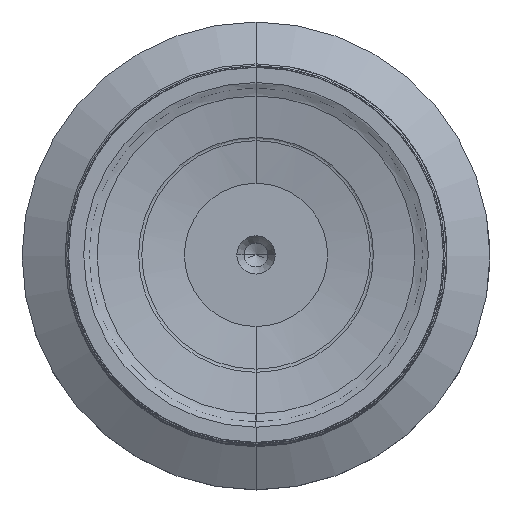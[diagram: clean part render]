
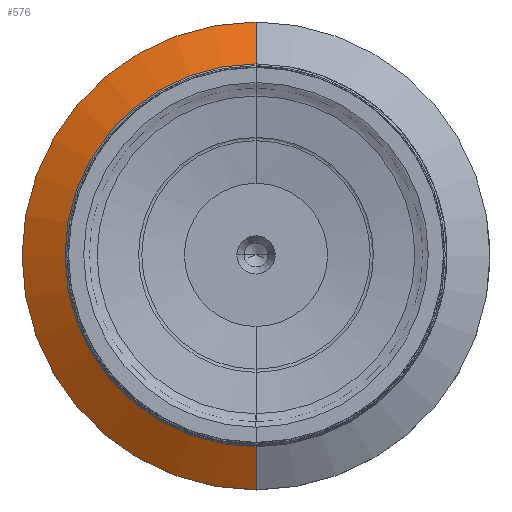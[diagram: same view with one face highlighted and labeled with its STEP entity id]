
A CAD part, top view. The second image highlights one B-rep face of the part: STEP entity #576.
In plain terms, the highlighted conical face has half-angle 60 degrees and reference radius 22.125 mm.
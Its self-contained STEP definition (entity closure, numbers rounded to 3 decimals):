
#88=CARTESIAN_POINT('',(0.,0.,10.742));
#89=DIRECTION('',(0.,0.,1.));
#90=DIRECTION('',(0.,1.,0.));
#91=AXIS2_PLACEMENT_3D('',#88,#89,#90);
#93=DIRECTION('',(0.,0.866,0.5));
#94=VECTOR('',#93,5.485);
#95=CARTESIAN_POINT('',(0.,-24.5,8.));
#96=LINE('',#95,#94);
#97=CARTESIAN_POINT('',(0.,0.,8.));
#98=DIRECTION('',(0.,0.,1.));
#99=DIRECTION('',(0.,1.,0.));
#100=AXIS2_PLACEMENT_3D('',#97,#98,#99);
#102=DIRECTION('',(0.,-0.866,0.5));
#103=VECTOR('',#102,5.485);
#104=CARTESIAN_POINT('',(0.,24.5,8.));
#105=LINE('',#104,#103);
#444=CARTESIAN_POINT('',(0.,24.5,8.));
#445=VERTEX_POINT('',#444);
#464=CARTESIAN_POINT('',(0.,-24.5,8.));
#465=VERTEX_POINT('',#464);
#474=CARTESIAN_POINT('',(0.,19.75,10.742));
#475=CARTESIAN_POINT('',(0.,-19.75,10.742));
#476=VERTEX_POINT('',#474);
#477=VERTEX_POINT('',#475);
#562=CARTESIAN_POINT('',(0.,0.,9.371));
#563=DIRECTION('',(0.,0.,-1.));
#564=DIRECTION('',(0.,-1.,0.));
#565=AXIS2_PLACEMENT_3D('',#562,#563,#564);
#566=CONICAL_SURFACE('',#565,22.125,60.);
#568=ORIENTED_EDGE('',*,*,#567,.T.);
#570=ORIENTED_EDGE('',*,*,#569,.F.);
#571=ORIENTED_EDGE('',*,*,#555,.F.);
#573=ORIENTED_EDGE('',*,*,#572,.T.);
#574=EDGE_LOOP('',(#568,#570,#571,#573));
#575=FACE_OUTER_BOUND('',#574,.F.);
#576=ADVANCED_FACE('',(#575),#566,.T.);
#92=CIRCLE('',#91,19.75);
#101=CIRCLE('',#100,24.5);
#555=EDGE_CURVE('',#445,#465,#101,.T.);
#567=EDGE_CURVE('',#476,#477,#92,.T.);
#569=EDGE_CURVE('',#465,#477,#96,.T.);
#572=EDGE_CURVE('',#445,#476,#105,.T.);
